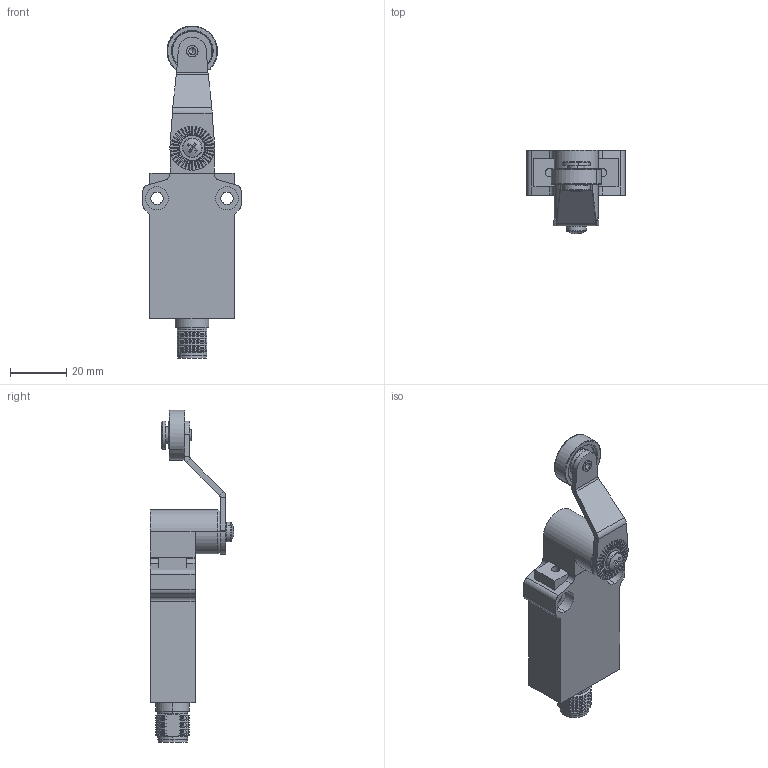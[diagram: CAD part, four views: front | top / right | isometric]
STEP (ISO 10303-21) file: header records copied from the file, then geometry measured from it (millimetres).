
FILE_DESCRIPTION (( 'STEP AP214' ), '1' );
FILE_NAME ('AEM2G4520Z11M.step', '2017-12-19T21:30:12', ( '' ), ( '' ), 'SwSTEP 2.0', 'SolidWorks 2017', '' );
FILE_SCHEMA (( 'AUTOMOTIVE_DESIGN' ));
Length unit declared in the file: inch
Products named in the file (1): AEM2G4520Z11M
Bounding box: 35 x 29.8 x 118.47 mm (x, y, z)
Volume: 33016.4 mm3; surface area: 12772.1 mm2
Topology: 6 solids, 6 shells, 621 faces, 1498 edges, 979 vertices
Faces by surface type: plane 300, cone 193, cylinder 92, bspline 36
Full cylindrical faces by diameter (mm): 3.5 x2
Entity records: 33487 total; most frequent: CARTESIAN_POINT 11285, ORIENTED_EDGE 2992, DIRECTION 2768, EDGE_CURVE 1496, AXIS2_PLACEMENT_3D 1113, VERTEX_POINT 979, EDGE_LOOP 723, UNCERTAINTY_MEASURE_WITH_UNIT 628
